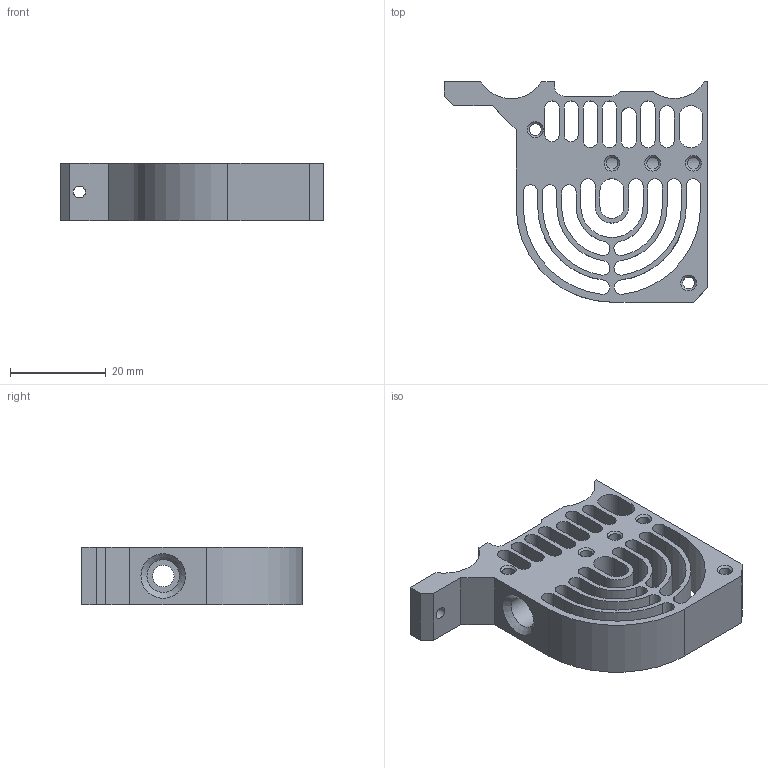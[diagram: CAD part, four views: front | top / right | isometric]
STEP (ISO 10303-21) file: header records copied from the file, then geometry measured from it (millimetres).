
FILE_DESCRIPTION(/* description */ (''),/* implementation_level */ '2;1');
FILE_NAME(/* name */ 'Mini-heatsink.stp',/* time_stamp */ '2019',/* author */ ('Robert Turinsky'),/* organization */ (''),/* preprocessor_version */ 'ST-DEVELOPER v17.2',/* originating_system */ 'Autodesk Inventor 2019',/* authorisation */ '');
FILE_SCHEMA (('AUTOMOTIVE_DESIGN { 1 0 10303 214 3 1 1 }'));
Length unit declared in the file: millimetre
Products named in the file (1): heatsink_c1
Bounding box: 55 x 46 x 12 mm (x, y, z)
Volume: 10061.2 mm3; surface area: 12081.4 mm2
Topology: 1 solids, 1 shells, 123 faces, 356 edges, 237 vertices
Faces by surface type: cylinder 61, plane 52, cone 10
Full cylindrical faces by diameter (mm): 2.5 x7, 4.5 x1, 5.5 x1, 6.8 x1
Entity records: 4362 total; most frequent: CARTESIAN_POINT 860, DIRECTION 731, ORIENTED_EDGE 712, EDGE_CURVE 356, AXIS2_PLACEMENT_3D 258, VERTEX_POINT 237, LINE 215, VECTOR 215
